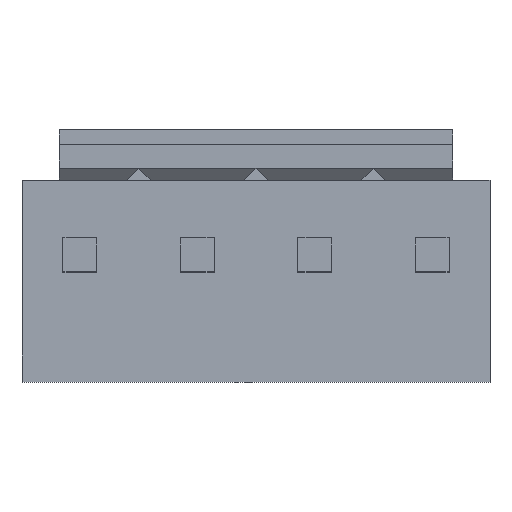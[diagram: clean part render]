
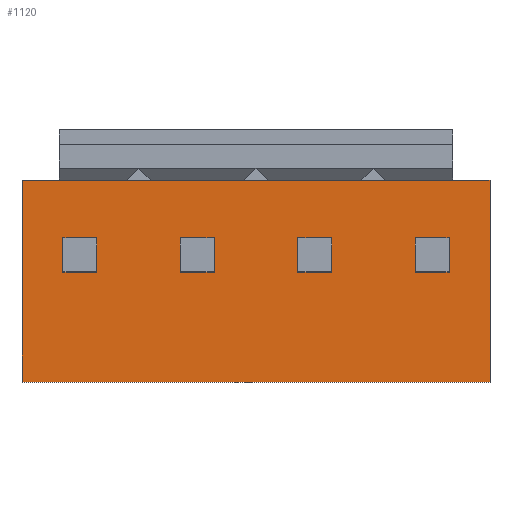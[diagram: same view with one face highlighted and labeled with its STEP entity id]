
A CAD part, top view. The second image highlights one B-rep face of the part: STEP entity #1120.
In plain terms, the highlighted planar face has unit normal (0, 0, 1).
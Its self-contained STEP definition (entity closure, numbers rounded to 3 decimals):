
#120=DIRECTION('',(1.,0.,0.));
#121=VECTOR('',#120,1.25);
#122=CARTESIAN_POINT('',(6.64,2.52,0.));
#123=LINE('',#122,#121);
#124=DIRECTION('',(1.,0.,0.));
#125=VECTOR('',#124,1.25);
#126=CARTESIAN_POINT('',(-7.89,2.52,0.));
#127=LINE('',#126,#125);
#128=DIRECTION('',(0.,1.,0.));
#129=VECTOR('',#128,1.14);
#130=CARTESIAN_POINT('',(-6.51,-0.57,0.));
#131=LINE('',#130,#129);
#132=DIRECTION('',(1.,0.,0.));
#133=VECTOR('',#132,1.14);
#134=CARTESIAN_POINT('',(-6.51,-0.57,0.));
#135=LINE('',#134,#133);
#136=DIRECTION('',(0.,1.,0.));
#137=VECTOR('',#136,1.14);
#138=CARTESIAN_POINT('',(-5.37,-0.57,0.));
#139=LINE('',#138,#137);
#140=DIRECTION('',(1.,0.,0.));
#141=VECTOR('',#140,1.14);
#142=CARTESIAN_POINT('',(-6.51,0.57,0.));
#143=LINE('',#142,#141);
#144=DIRECTION('',(0.,1.,0.));
#145=VECTOR('',#144,1.14);
#146=CARTESIAN_POINT('',(-2.55,-0.57,0.));
#147=LINE('',#146,#145);
#148=DIRECTION('',(1.,0.,0.));
#149=VECTOR('',#148,1.14);
#150=CARTESIAN_POINT('',(-2.55,-0.57,0.));
#151=LINE('',#150,#149);
#152=DIRECTION('',(0.,1.,0.));
#153=VECTOR('',#152,1.14);
#154=CARTESIAN_POINT('',(-1.41,-0.57,0.));
#155=LINE('',#154,#153);
#156=DIRECTION('',(1.,0.,0.));
#157=VECTOR('',#156,1.14);
#158=CARTESIAN_POINT('',(-2.55,0.57,0.));
#159=LINE('',#158,#157);
#160=DIRECTION('',(0.,1.,0.));
#161=VECTOR('',#160,1.14);
#162=CARTESIAN_POINT('',(1.41,-0.57,0.));
#163=LINE('',#162,#161);
#164=DIRECTION('',(1.,0.,0.));
#165=VECTOR('',#164,1.14);
#166=CARTESIAN_POINT('',(1.41,-0.57,0.));
#167=LINE('',#166,#165);
#168=DIRECTION('',(0.,1.,0.));
#169=VECTOR('',#168,1.14);
#170=CARTESIAN_POINT('',(2.55,-0.57,0.));
#171=LINE('',#170,#169);
#172=DIRECTION('',(1.,0.,0.));
#173=VECTOR('',#172,1.14);
#174=CARTESIAN_POINT('',(1.41,0.57,0.));
#175=LINE('',#174,#173);
#176=DIRECTION('',(0.,1.,0.));
#177=VECTOR('',#176,1.14);
#178=CARTESIAN_POINT('',(5.37,-0.57,0.));
#179=LINE('',#178,#177);
#180=DIRECTION('',(1.,0.,0.));
#181=VECTOR('',#180,1.14);
#182=CARTESIAN_POINT('',(5.37,-0.57,0.));
#183=LINE('',#182,#181);
#184=DIRECTION('',(0.,1.,0.));
#185=VECTOR('',#184,1.14);
#186=CARTESIAN_POINT('',(6.51,-0.57,0.));
#187=LINE('',#186,#185);
#188=DIRECTION('',(1.,0.,0.));
#189=VECTOR('',#188,1.14);
#190=CARTESIAN_POINT('',(5.37,0.57,0.));
#191=LINE('',#190,#189);
#192=DIRECTION('',(1.,0.,0.));
#193=VECTOR('',#192,13.28);
#194=CARTESIAN_POINT('',(-6.64,2.52,0.));
#195=LINE('',#194,#193);
#464=DIRECTION('',(0.,1.,0.));
#465=VECTOR('',#464,6.8);
#466=CARTESIAN_POINT('',(-7.89,-4.28,0.));
#467=LINE('',#466,#465);
#484=DIRECTION('',(1.,0.,0.));
#485=VECTOR('',#484,15.78);
#486=CARTESIAN_POINT('',(-7.89,-4.28,0.));
#487=LINE('',#486,#485);
#508=DIRECTION('',(0.,1.,0.));
#509=VECTOR('',#508,6.8);
#510=CARTESIAN_POINT('',(7.89,-4.28,0.));
#511=LINE('',#510,#509);
#808=CARTESIAN_POINT('',(7.89,2.52,0.));
#810=VERTEX_POINT('',#808);
#812=CARTESIAN_POINT('',(7.89,-4.28,0.));
#813=VERTEX_POINT('',#812);
#820=CARTESIAN_POINT('',(-7.89,2.52,0.));
#822=VERTEX_POINT('',#820);
#824=CARTESIAN_POINT('',(-7.89,-4.28,0.));
#825=VERTEX_POINT('',#824);
#833=CARTESIAN_POINT('',(-6.64,2.52,0.));
#835=VERTEX_POINT('',#833);
#837=CARTESIAN_POINT('',(6.64,2.52,0.));
#839=VERTEX_POINT('',#837);
#856=CARTESIAN_POINT('',(-6.51,-0.57,0.));
#857=CARTESIAN_POINT('',(-6.51,0.57,0.));
#858=VERTEX_POINT('',#856);
#859=VERTEX_POINT('',#857);
#860=CARTESIAN_POINT('',(-5.37,-0.57,0.));
#861=CARTESIAN_POINT('',(-5.37,0.57,0.));
#862=VERTEX_POINT('',#860);
#863=VERTEX_POINT('',#861);
#888=CARTESIAN_POINT('',(-2.55,-0.57,0.));
#889=CARTESIAN_POINT('',(-2.55,0.57,0.));
#890=VERTEX_POINT('',#888);
#891=VERTEX_POINT('',#889);
#892=CARTESIAN_POINT('',(-1.41,-0.57,0.));
#893=CARTESIAN_POINT('',(-1.41,0.57,0.));
#894=VERTEX_POINT('',#892);
#895=VERTEX_POINT('',#893);
#920=CARTESIAN_POINT('',(1.41,-0.57,0.));
#921=CARTESIAN_POINT('',(1.41,0.57,0.));
#922=VERTEX_POINT('',#920);
#923=VERTEX_POINT('',#921);
#924=CARTESIAN_POINT('',(2.55,-0.57,0.));
#925=CARTESIAN_POINT('',(2.55,0.57,0.));
#926=VERTEX_POINT('',#924);
#927=VERTEX_POINT('',#925);
#976=CARTESIAN_POINT('',(5.37,-0.57,0.));
#977=CARTESIAN_POINT('',(5.37,0.57,0.));
#978=VERTEX_POINT('',#976);
#979=VERTEX_POINT('',#977);
#980=CARTESIAN_POINT('',(6.51,-0.57,0.));
#981=CARTESIAN_POINT('',(6.51,0.57,0.));
#982=VERTEX_POINT('',#980);
#983=VERTEX_POINT('',#981);
#1063=CARTESIAN_POINT('',(7.89,2.52,0.));
#1064=DIRECTION('',(0.,0.,1.));
#1065=DIRECTION('',(0.,-1.,0.));
#1066=AXIS2_PLACEMENT_3D('',#1063,#1064,#1065);
#1067=PLANE('',#1066);
#1069=ORIENTED_EDGE('',*,*,#1068,.T.);
#1070=ORIENTED_EDGE('',*,*,#1058,.T.);
#1072=ORIENTED_EDGE('',*,*,#1071,.F.);
#1074=ORIENTED_EDGE('',*,*,#1073,.F.);
#1076=ORIENTED_EDGE('',*,*,#1075,.T.);
#1077=ORIENTED_EDGE('',*,*,#1038,.T.);
#1078=EDGE_LOOP('',(#1069,#1070,#1072,#1074,#1076,#1077));
#1079=FACE_OUTER_BOUND('',#1078,.F.);
#1081=ORIENTED_EDGE('',*,*,#1080,.F.);
#1083=ORIENTED_EDGE('',*,*,#1082,.T.);
#1085=ORIENTED_EDGE('',*,*,#1084,.T.);
#1087=ORIENTED_EDGE('',*,*,#1086,.F.);
#1088=EDGE_LOOP('',(#1081,#1083,#1085,#1087));
#1089=FACE_BOUND('',#1088,.F.);
#1091=ORIENTED_EDGE('',*,*,#1090,.F.);
#1093=ORIENTED_EDGE('',*,*,#1092,.T.);
#1095=ORIENTED_EDGE('',*,*,#1094,.T.);
#1097=ORIENTED_EDGE('',*,*,#1096,.F.);
#1098=EDGE_LOOP('',(#1091,#1093,#1095,#1097));
#1099=FACE_BOUND('',#1098,.F.);
#1101=ORIENTED_EDGE('',*,*,#1100,.F.);
#1103=ORIENTED_EDGE('',*,*,#1102,.T.);
#1105=ORIENTED_EDGE('',*,*,#1104,.T.);
#1107=ORIENTED_EDGE('',*,*,#1106,.F.);
#1108=EDGE_LOOP('',(#1101,#1103,#1105,#1107));
#1109=FACE_BOUND('',#1108,.F.);
#1111=ORIENTED_EDGE('',*,*,#1110,.F.);
#1113=ORIENTED_EDGE('',*,*,#1112,.T.);
#1115=ORIENTED_EDGE('',*,*,#1114,.T.);
#1117=ORIENTED_EDGE('',*,*,#1116,.F.);
#1118=EDGE_LOOP('',(#1111,#1113,#1115,#1117));
#1119=FACE_BOUND('',#1118,.F.);
#1120=ADVANCED_FACE('',(#1079,#1089,#1099,#1109,#1119),#1067,.T.);
#1038=EDGE_CURVE('',#822,#835,#127,.T.);
#1058=EDGE_CURVE('',#839,#810,#123,.T.);
#1068=EDGE_CURVE('',#835,#839,#195,.T.);
#1071=EDGE_CURVE('',#813,#810,#511,.T.);
#1073=EDGE_CURVE('',#825,#813,#487,.T.);
#1075=EDGE_CURVE('',#825,#822,#467,.T.);
#1080=EDGE_CURVE('',#858,#859,#131,.T.);
#1082=EDGE_CURVE('',#858,#862,#135,.T.);
#1084=EDGE_CURVE('',#862,#863,#139,.T.);
#1086=EDGE_CURVE('',#859,#863,#143,.T.);
#1090=EDGE_CURVE('',#890,#891,#147,.T.);
#1092=EDGE_CURVE('',#890,#894,#151,.T.);
#1094=EDGE_CURVE('',#894,#895,#155,.T.);
#1096=EDGE_CURVE('',#891,#895,#159,.T.);
#1100=EDGE_CURVE('',#922,#923,#163,.T.);
#1102=EDGE_CURVE('',#922,#926,#167,.T.);
#1104=EDGE_CURVE('',#926,#927,#171,.T.);
#1106=EDGE_CURVE('',#923,#927,#175,.T.);
#1110=EDGE_CURVE('',#978,#979,#179,.T.);
#1112=EDGE_CURVE('',#978,#982,#183,.T.);
#1114=EDGE_CURVE('',#982,#983,#187,.T.);
#1116=EDGE_CURVE('',#979,#983,#191,.T.);
